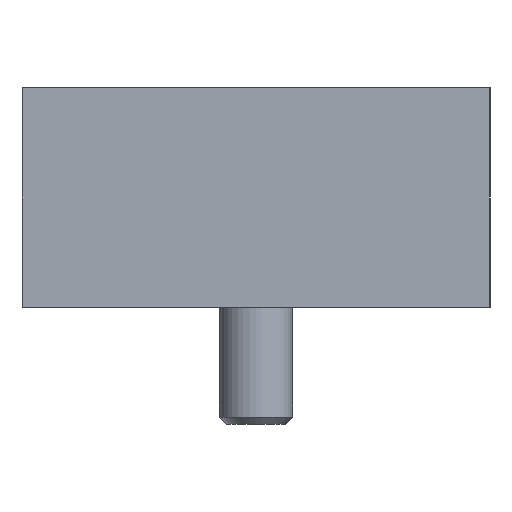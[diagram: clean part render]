
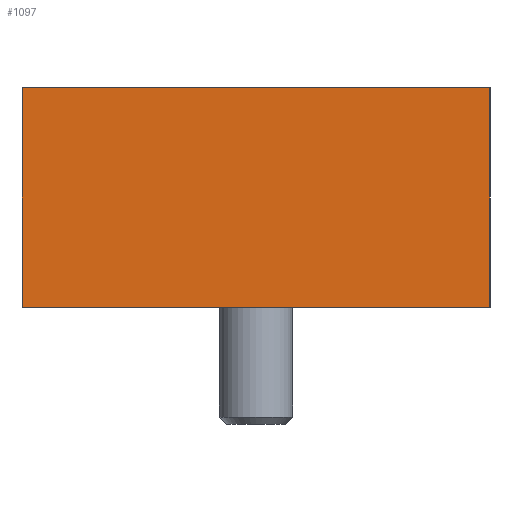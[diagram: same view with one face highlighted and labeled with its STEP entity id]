
A CAD part, left-side view. The second image highlights one B-rep face of the part: STEP entity #1097.
In plain terms, the highlighted planar face has unit normal (-1, 0, 0).
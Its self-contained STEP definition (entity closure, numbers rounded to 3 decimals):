
#143=ORIENTED_EDGE('',*,*,#435,.T.);
#144=ORIENTED_EDGE('',*,*,#436,.F.);
#145=ORIENTED_EDGE('',*,*,#437,.F.);
#146=ORIENTED_EDGE('',*,*,#438,.T.);
#435=EDGE_CURVE('',#581,#582,#684,.T.);
#436=EDGE_CURVE('',#583,#582,#685,.T.);
#437=EDGE_CURVE('',#584,#583,#686,.T.);
#438=EDGE_CURVE('',#584,#581,#687,.T.);
#581=VERTEX_POINT('',#1706);
#582=VERTEX_POINT('',#1707);
#583=VERTEX_POINT('',#1709);
#584=VERTEX_POINT('',#1711);
#684=LINE('',#1705,#762);
#685=LINE('',#1708,#763);
#686=LINE('',#1710,#764);
#687=LINE('',#1712,#765);
#762=VECTOR('',#1345,1000.);
#763=VECTOR('',#1346,1000.);
#764=VECTOR('',#1347,1000.);
#765=VECTOR('',#1348,1000.);
#840=EDGE_LOOP('',(#143,#144,#145,#146));
#948=FACE_BOUND('',#840,.T.);
#1059=PLANE('',#1200);
#1097=ADVANCED_FACE('',(#948),#1059,.F.);
#1200=AXIS2_PLACEMENT_3D('',#1704,#1343,#1344);
#1343=DIRECTION('',(1.,0.,0.));
#1344=DIRECTION('',(0.,0.,-1.));
#1345=DIRECTION('',(0.,-1.,0.));
#1346=DIRECTION('',(0.,0.,-1.));
#1347=DIRECTION('',(0.,-1.,0.));
#1348=DIRECTION('',(0.,0.,-1.));
#1704=CARTESIAN_POINT('',(-27.5,16.,7.5));
#1705=CARTESIAN_POINT('',(-27.5,16.,-7.5));
#1706=CARTESIAN_POINT('',(-27.5,16.,-7.5));
#1707=CARTESIAN_POINT('',(-27.5,-16.,-7.5));
#1708=CARTESIAN_POINT('',(-27.5,-16.,7.5));
#1709=CARTESIAN_POINT('',(-27.5,-16.,7.5));
#1710=CARTESIAN_POINT('',(-27.5,16.,7.5));
#1711=CARTESIAN_POINT('',(-27.5,16.,7.5));
#1712=CARTESIAN_POINT('',(-27.5,16.,7.5));
